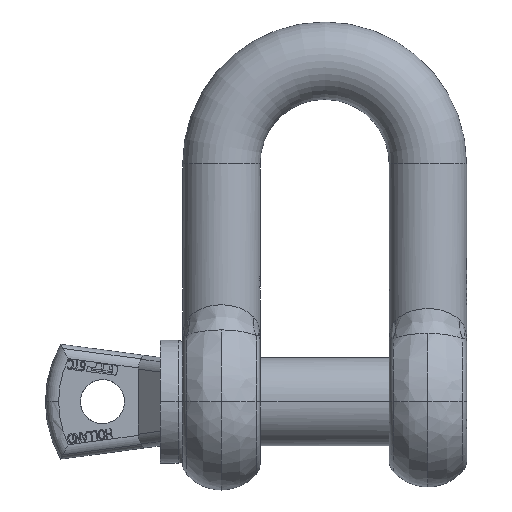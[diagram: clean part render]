
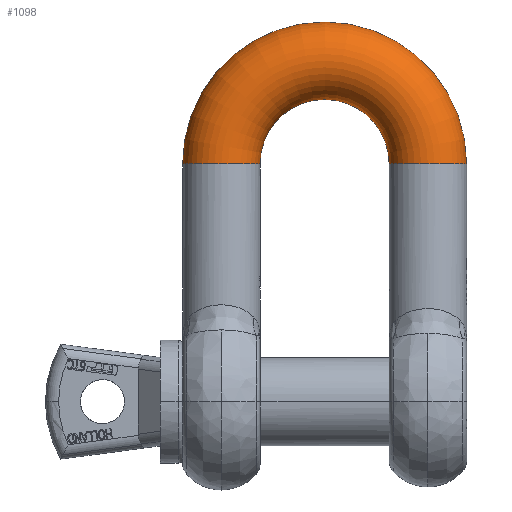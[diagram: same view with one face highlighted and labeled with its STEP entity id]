
A CAD part, top view. The second image highlights one B-rep face of the part: STEP entity #1098.
In plain terms, the highlighted toroidal (fillet/blend) face has major radius 76 mm and minor radius 28.5 mm.
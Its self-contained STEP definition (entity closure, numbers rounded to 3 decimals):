
#1098=ADVANCED_FACE('',(#2783),#2784,.T.);
#2783=FACE_OUTER_BOUND('',#6308,.T.);
#2784=TOROIDAL_SURFACE('',#6309,76.0,28.5);
#6308=EDGE_LOOP('',(#11698,#11699,#11700,#11701));
#6309=AXIS2_PLACEMENT_3D('',#11702,#11703,#11704);
#11698=ORIENTED_EDGE('',*,*,#17454,.F.);
#11699=ORIENTED_EDGE('',*,*,#17822,.F.);
#11700=ORIENTED_EDGE('',*,*,#17452,.F.);
#11701=ORIENTED_EDGE('',*,*,#17367,.T.);
#11702=CARTESIAN_POINT('',(0.0,175.0,0.0));
#11703=DIRECTION('',(0.0,0.0,-1.0));
#11704=DIRECTION('',(-1.0,0.0,0.0));
#17367=EDGE_CURVE('',#20374,#20376,#20675,.F.);
#17452=EDGE_CURVE('',#20374,#20830,#20831,.F.);
#17454=EDGE_CURVE('',#20832,#20376,#20834,.T.);
#17822=EDGE_CURVE('',#20830,#20832,#21345,.T.);
#20374=VERTEX_POINT('',#25398);
#20376=VERTEX_POINT('',#25401);
#20675=CIRCLE('',#26658,28.5);
#20830=VERTEX_POINT('',#27011);
#20831=CIRCLE('',#27012,47.5);
#20832=VERTEX_POINT('',#27013);
#20834=CIRCLE('',#27015,104.5);
#21345=CIRCLE('',#28136,28.5);
#25398=CARTESIAN_POINT('',(47.5,175.0,0.0));
#25401=CARTESIAN_POINT('',(104.5,175.0,0.));
#26658=AXIS2_PLACEMENT_3D('',#36745,#36746,#36747);
#27011=CARTESIAN_POINT('',(-47.5,175.0,0.0));
#27012=AXIS2_PLACEMENT_3D('',#36815,#36816,#36817);
#27013=CARTESIAN_POINT('',(-104.5,175.0,0.));
#27015=AXIS2_PLACEMENT_3D('',#36821,#36822,#36823);
#28136=AXIS2_PLACEMENT_3D('',#36928,#36929,#36930);
#36745=CARTESIAN_POINT('',(76.0,175.0,0.0));
#36746=DIRECTION('',(0.0,-1.0,0.0));
#36747=DIRECTION('',(1.0,0.0,0.0));
#36815=CARTESIAN_POINT('',(0.0,175.0,0.));
#36816=DIRECTION('',(0.0,0.0,-1.0));
#36817=DIRECTION('',(1.0,0.0,0.0));
#36821=CARTESIAN_POINT('',(0.0,175.0,0.0));
#36822=DIRECTION('',(0.0,0.0,-1.0));
#36823=DIRECTION('',(1.0,0.0,0.0));
#36928=CARTESIAN_POINT('',(-76.0,175.0,0.0));
#36929=DIRECTION('',(0.0,-1.0,0.0));
#36930=DIRECTION('',(1.0,0.0,0.0));
